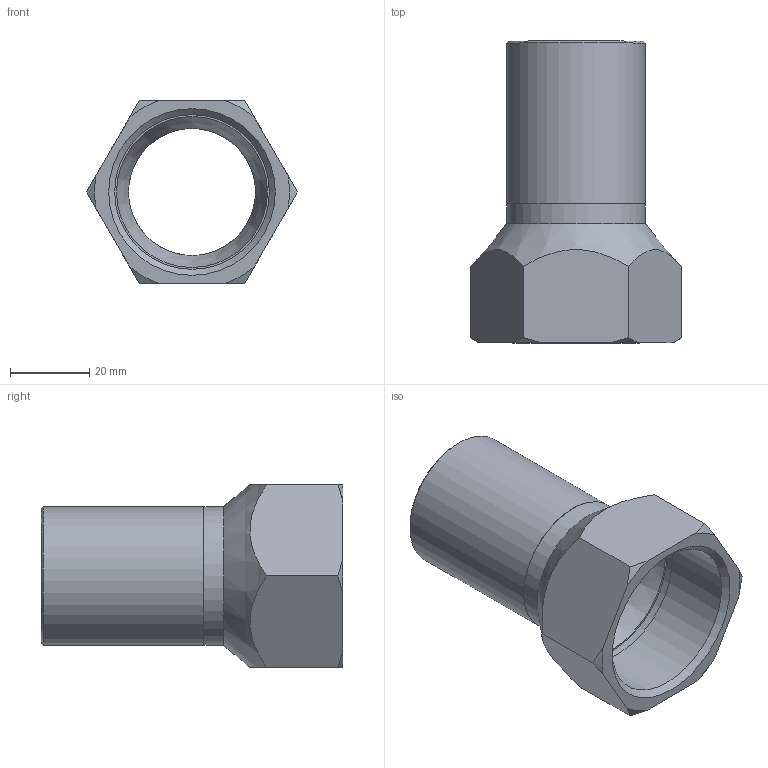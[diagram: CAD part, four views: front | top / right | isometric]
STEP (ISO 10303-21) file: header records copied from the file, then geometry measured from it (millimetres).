
FILE_DESCRIPTION(/* description */ ('Unknown'),/* implementation_level */ '2;1');
FILE_NAME(/* name */ 'F26R11-4DN35',/* time_stamp */ '2019-10-24T11:07:44+02:00',/* author */ ('Unknown'),/* organization */ ('Unknown'),/* preprocessor_version */ 'ST-DEVELOPER v16.7',/* originating_system */ 'DEX',/* authorisation */ $);
FILE_SCHEMA (('AUTOMOTIVE_DESIGN {1 0 10303 214 3 1 1}'));
Length unit declared in the file: millimetre
Products named in the file (3): CONECTORHDN35_11-4; TAPH11-4_35; CARRETE35CONECT
Assembly tree (2 placements, depth 2):
  CONECTORHDN35_11-4
    TAPH11-4_35
    CARRETE35CONECT
Bounding box: 53.12 x 76 x 46 mm (x, y, z)
Volume: 24735.7 mm3; surface area: 19131.5 mm2
Topology: 2 solids, 2 shells, 28 faces, 68 edges, 45 vertices
Faces by surface type: plane 11, cone 11, cylinder 6
Full cylindrical faces by diameter (mm): 32 x2, 35 x2, 38.952 x2
Entity records: 847 total; most frequent: CARTESIAN_POINT 205, DIRECTION 116, ORIENTED_EDGE 102, AXIS2_PLACEMENT_3D 52, EDGE_CURVE 51, EDGE_LOOP 44, FACE_BOUND 44, VERTEX_POINT 39
